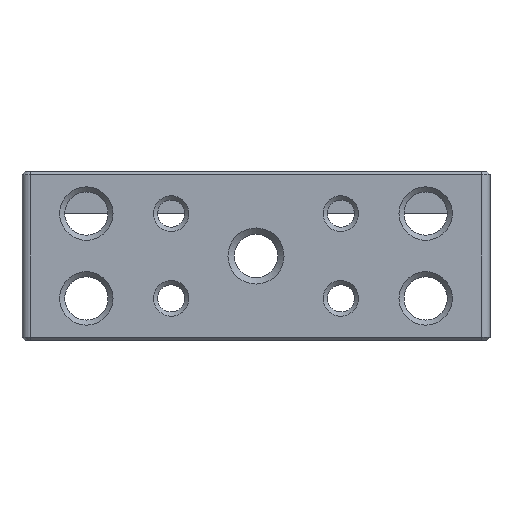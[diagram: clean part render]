
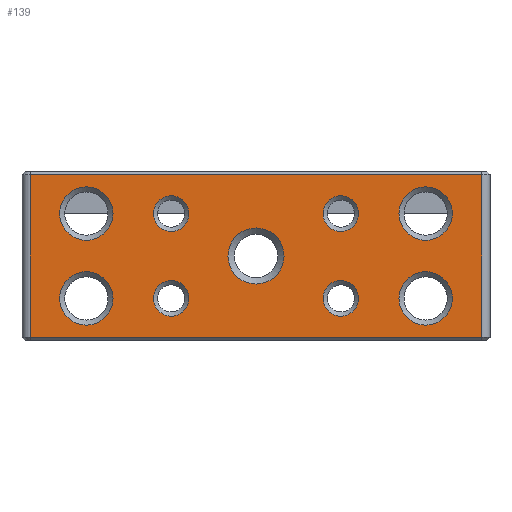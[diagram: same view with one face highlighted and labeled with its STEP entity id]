
A CAD part, front view. The second image highlights one B-rep face of the part: STEP entity #139.
In plain terms, the highlighted planar face has unit normal (0, -1, 0).
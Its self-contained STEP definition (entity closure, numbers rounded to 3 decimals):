
#139=ADVANCED_FACE('',(#379,#380,#381,#382,#383,#384,#385,#386,#387,#388),
#225,.F.);
#225=PLANE('',#1336);
#249=LINE('',#1956,#314);
#250=LINE('',#1959,#315);
#251=LINE('',#1961,#316);
#252=LINE('',#1963,#317);
#314=VECTOR('',#1528,1.);
#315=VECTOR('',#1529,1.);
#316=VECTOR('',#1530,1.);
#317=VECTOR('',#1531,1.);
#379=FACE_BOUND('',#489,.T.);
#380=FACE_BOUND('',#490,.T.);
#381=FACE_BOUND('',#491,.T.);
#382=FACE_BOUND('',#492,.T.);
#383=FACE_BOUND('',#493,.T.);
#384=FACE_BOUND('',#494,.T.);
#385=FACE_BOUND('',#495,.T.);
#386=FACE_BOUND('',#496,.T.);
#387=FACE_BOUND('',#497,.T.);
#388=FACE_BOUND('',#498,.T.);
#489=EDGE_LOOP('',(#640));
#490=EDGE_LOOP('',(#641));
#491=EDGE_LOOP('',(#642));
#492=EDGE_LOOP('',(#643));
#493=EDGE_LOOP('',(#644));
#494=EDGE_LOOP('',(#645));
#495=EDGE_LOOP('',(#646));
#496=EDGE_LOOP('',(#647));
#497=EDGE_LOOP('',(#648));
#498=EDGE_LOOP('',(#649,#650,#651,#652));
#640=ORIENTED_EDGE('',*,*,#1073,.T.);
#641=ORIENTED_EDGE('',*,*,#1074,.T.);
#642=ORIENTED_EDGE('',*,*,#1075,.T.);
#643=ORIENTED_EDGE('',*,*,#1076,.T.);
#644=ORIENTED_EDGE('',*,*,#1077,.T.);
#645=ORIENTED_EDGE('',*,*,#1078,.T.);
#646=ORIENTED_EDGE('',*,*,#1079,.T.);
#647=ORIENTED_EDGE('',*,*,#1080,.T.);
#648=ORIENTED_EDGE('',*,*,#1081,.T.);
#649=ORIENTED_EDGE('',*,*,#1082,.T.);
#650=ORIENTED_EDGE('',*,*,#1083,.T.);
#651=ORIENTED_EDGE('',*,*,#1084,.T.);
#652=ORIENTED_EDGE('',*,*,#1085,.T.);
#960=VERTEX_POINT('',#1939);
#961=VERTEX_POINT('',#1941);
#962=VERTEX_POINT('',#1943);
#963=VERTEX_POINT('',#1945);
#964=VERTEX_POINT('',#1947);
#965=VERTEX_POINT('',#1949);
#966=VERTEX_POINT('',#1951);
#967=VERTEX_POINT('',#1953);
#968=VERTEX_POINT('',#1955);
#969=VERTEX_POINT('',#1957);
#970=VERTEX_POINT('',#1958);
#971=VERTEX_POINT('',#1960);
#972=VERTEX_POINT('',#1962);
#1073=EDGE_CURVE('',#960,#960,#1233,.T.);
#1074=EDGE_CURVE('',#961,#961,#1234,.T.);
#1075=EDGE_CURVE('',#962,#962,#1235,.T.);
#1076=EDGE_CURVE('',#963,#963,#1236,.T.);
#1077=EDGE_CURVE('',#964,#964,#1237,.T.);
#1078=EDGE_CURVE('',#965,#965,#1238,.T.);
#1079=EDGE_CURVE('',#966,#966,#1239,.T.);
#1080=EDGE_CURVE('',#967,#967,#1240,.T.);
#1081=EDGE_CURVE('',#968,#968,#1241,.T.);
#1082=EDGE_CURVE('',#969,#970,#249,.T.);
#1083=EDGE_CURVE('',#970,#971,#250,.T.);
#1084=EDGE_CURVE('',#971,#972,#251,.T.);
#1085=EDGE_CURVE('',#972,#969,#252,.T.);
#1233=CIRCLE('',#1327,2.1);
#1234=CIRCLE('',#1328,2.1);
#1235=CIRCLE('',#1329,2.1);
#1236=CIRCLE('',#1330,2.1);
#1237=CIRCLE('',#1331,3.15);
#1238=CIRCLE('',#1332,3.15);
#1239=CIRCLE('',#1333,3.15);
#1240=CIRCLE('',#1334,3.15);
#1241=CIRCLE('',#1335,3.305);
#1327=AXIS2_PLACEMENT_3D('',#1938,#1510,#1511);
#1328=AXIS2_PLACEMENT_3D('',#1940,#1512,#1513);
#1329=AXIS2_PLACEMENT_3D('',#1942,#1514,#1515);
#1330=AXIS2_PLACEMENT_3D('',#1944,#1516,#1517);
#1331=AXIS2_PLACEMENT_3D('',#1946,#1518,#1519);
#1332=AXIS2_PLACEMENT_3D('',#1948,#1520,#1521);
#1333=AXIS2_PLACEMENT_3D('',#1950,#1522,#1523);
#1334=AXIS2_PLACEMENT_3D('',#1952,#1524,#1525);
#1335=AXIS2_PLACEMENT_3D('',#1954,#1526,#1527);
#1336=AXIS2_PLACEMENT_3D('',#1964,#1532,#1533);
#1510=DIRECTION('',(0.,1.,0.));
#1511=DIRECTION('',(0.,0.,1.));
#1512=DIRECTION('',(0.,1.,0.));
#1513=DIRECTION('',(0.,0.,1.));
#1514=DIRECTION('',(0.,1.,0.));
#1515=DIRECTION('',(0.,0.,1.));
#1516=DIRECTION('',(0.,1.,0.));
#1517=DIRECTION('',(0.,0.,1.));
#1518=DIRECTION('',(0.,1.,0.));
#1519=DIRECTION('',(0.,0.,1.));
#1520=DIRECTION('',(0.,1.,0.));
#1521=DIRECTION('',(0.,0.,1.));
#1522=DIRECTION('',(0.,1.,0.));
#1523=DIRECTION('',(0.,0.,1.));
#1524=DIRECTION('',(0.,1.,0.));
#1525=DIRECTION('',(0.,0.,1.));
#1526=DIRECTION('',(0.,1.,0.));
#1527=DIRECTION('',(0.,0.,1.));
#1528=DIRECTION('',(0.,0.,-1.));
#1529=DIRECTION('',(1.,0.,0.));
#1530=DIRECTION('',(0.,0.,1.));
#1531=DIRECTION('',(-1.,0.,0.));
#1532=DIRECTION('',(0.,1.,0.));
#1533=DIRECTION('',(0.,0.,1.));
#1938=CARTESIAN_POINT('',(-10.,-34.5,-5.));
#1939=CARTESIAN_POINT('',(-10.,-34.5,-2.9));
#1940=CARTESIAN_POINT('',(-10.,-34.5,-15.));
#1941=CARTESIAN_POINT('',(-10.,-34.5,-12.9));
#1942=CARTESIAN_POINT('',(10.,-34.5,-15.));
#1943=CARTESIAN_POINT('',(10.,-34.5,-12.9));
#1944=CARTESIAN_POINT('',(10.,-34.5,-5.));
#1945=CARTESIAN_POINT('',(10.,-34.5,-2.9));
#1946=CARTESIAN_POINT('',(-20.,-34.5,-5.));
#1947=CARTESIAN_POINT('',(-20.,-34.5,-1.85));
#1948=CARTESIAN_POINT('',(-20.,-34.5,-15.));
#1949=CARTESIAN_POINT('',(-20.,-34.5,-11.85));
#1950=CARTESIAN_POINT('',(20.,-34.5,-15.));
#1951=CARTESIAN_POINT('',(20.,-34.5,-11.85));
#1952=CARTESIAN_POINT('',(20.,-34.5,-5.));
#1953=CARTESIAN_POINT('',(20.,-34.5,-1.85));
#1954=CARTESIAN_POINT('',(0.,-34.5,-10.));
#1955=CARTESIAN_POINT('',(0.,-34.5,-6.695));
#1956=CARTESIAN_POINT('',(-26.588,-34.5,-5.));
#1957=CARTESIAN_POINT('',(-26.588,-34.5,-0.4));
#1958=CARTESIAN_POINT('',(-26.588,-34.5,-19.6));
#1959=CARTESIAN_POINT('',(26.588,-34.5,-19.6));
#1960=CARTESIAN_POINT('',(26.588,-34.5,-19.6));
#1961=CARTESIAN_POINT('',(26.588,-34.5,-5.));
#1962=CARTESIAN_POINT('',(26.588,-34.5,-0.4));
#1963=CARTESIAN_POINT('',(-26.588,-34.5,-0.4));
#1964=CARTESIAN_POINT('',(27.588,-34.5,-5.));
